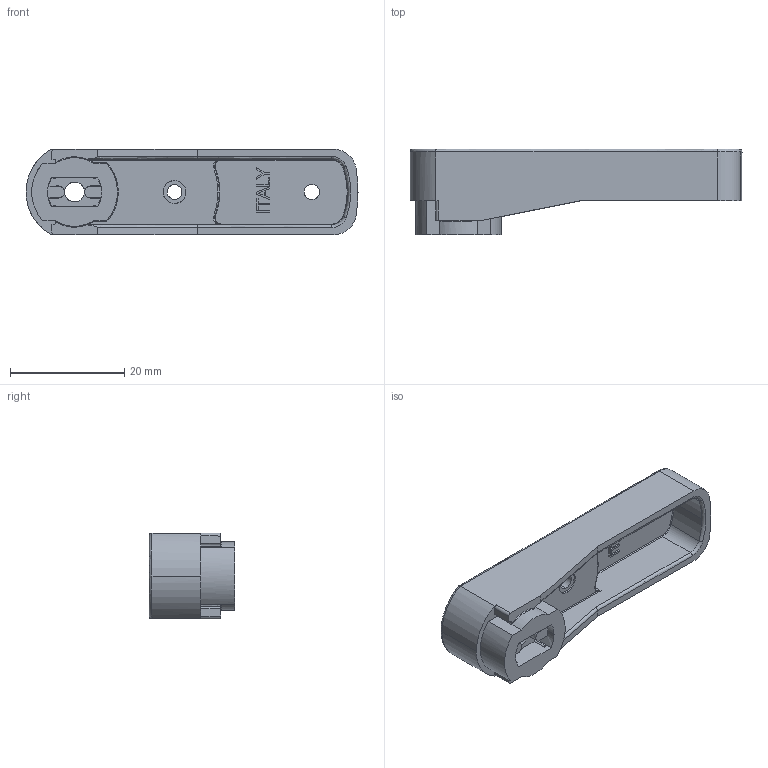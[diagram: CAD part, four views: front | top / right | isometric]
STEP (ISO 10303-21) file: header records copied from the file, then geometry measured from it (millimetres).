
FILE_DESCRIPTION (( 'STEP AP214' ), '1' );
FILE_NAME ('GHI06910-B.STEP', '2018-09-06T06:45:19', ( '' ), ( '' ), 'SwSTEP 2.0', 'SolidWorks 2018', '' );
FILE_SCHEMA (( 'AUTOMOTIVE_DESIGN' ));
Length unit declared in the file: millimetre
Products named in the file (1): GHI06910-B
Bounding box: 58.1 x 15 x 15 mm (x, y, z)
Volume: 4108.4 mm3; surface area: 4567.3 mm2
Topology: 1 solids, 1 shells, 267 faces, 691 edges, 440 vertices
Faces by surface type: bspline 267
Entity records: 10618 total; most frequent: CARTESIAN_POINT 6501, ORIENTED_EDGE 1374, EDGE_CURVE 687, B_SPLINE_CURVE_WITH_KNOTS 560, VERTEX_POINT 440, EDGE_LOOP 291, ADVANCED_FACE 267, FACE_OUTER_BOUND 267
